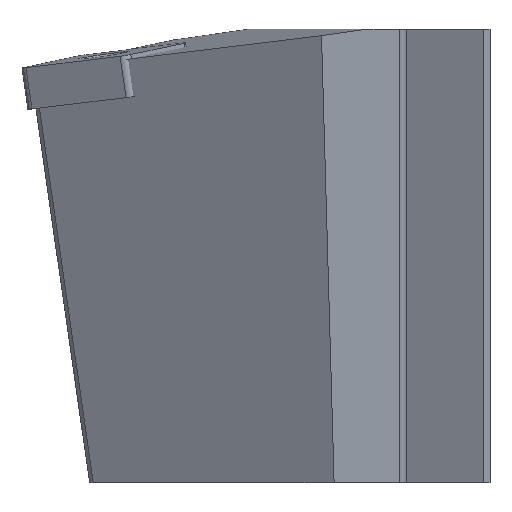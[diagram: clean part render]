
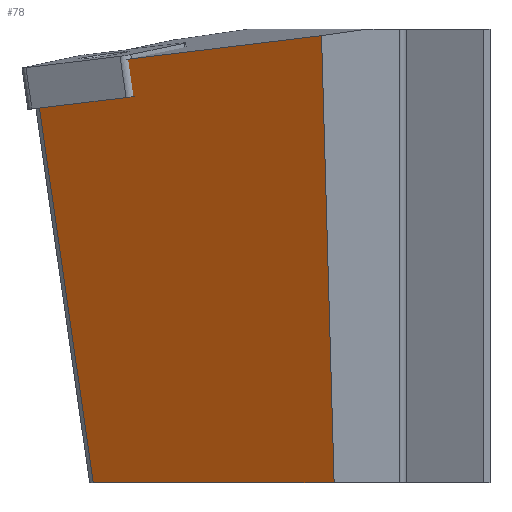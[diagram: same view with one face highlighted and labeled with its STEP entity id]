
A CAD part, front view. The second image highlights one B-rep face of the part: STEP entity #78.
In plain terms, the highlighted planar face has unit normal (-0.497, -0.861, -0.104).
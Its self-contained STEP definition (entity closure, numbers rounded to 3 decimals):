
#78=ADVANCED_FACE('',(#127),#106,.T.);
#106=PLANE('',#563);
#127=FACE_OUTER_BOUND('',#152,.T.);
#152=EDGE_LOOP('',(#224,#225,#226,#227));
#224=ORIENTED_EDGE('',*,*,#386,.F.);
#225=ORIENTED_EDGE('',*,*,#401,.F.);
#226=ORIENTED_EDGE('',*,*,#402,.F.);
#227=ORIENTED_EDGE('',*,*,#403,.F.);
#336=VERTEX_POINT('',#778);
#337=VERTEX_POINT('',#780);
#345=VERTEX_POINT('',#806);
#346=VERTEX_POINT('',#810);
#386=EDGE_CURVE('',#336,#337,#454,.T.);
#401=EDGE_CURVE('',#345,#336,#468,.T.);
#402=EDGE_CURVE('',#346,#345,#469,.T.);
#403=EDGE_CURVE('',#337,#346,#470,.T.);
#454=LINE('',#779,#511);
#468=LINE('',#807,#525);
#469=LINE('',#809,#526);
#470=LINE('',#811,#527);
#511=VECTOR('',#623,1.);
#525=VECTOR('',#647,1.);
#526=VECTOR('',#650,1.);
#527=VECTOR('',#651,1.);
#563=AXIS2_PLACEMENT_3D('',#812,#652,#653);
#623=DIRECTION('',(-0.866,0.5,0.));
#647=DIRECTION('',(0.028,0.104,-0.994));
#650=DIRECTION('',(0.856,-0.507,0.104));
#651=DIRECTION('',(-0.142,-0.038,0.989));
#652=DIRECTION('',(-0.497,-0.861,-0.105));
#653=DIRECTION('',(-0.866,0.5,0.));
#778=CARTESIAN_POINT('',(47.896,-19.195,-63.007));
#779=CARTESIAN_POINT('',(3.679,6.333,-63.007));
#780=CARTESIAN_POINT('',(11.266,1.953,-63.007));
#806=CARTESIAN_POINT('',(45.981,-26.343,5.002));
#807=CARTESIAN_POINT('',(45.994,-26.292,4.518));
#809=CARTESIAN_POINT('',(0.983,0.299,-0.463));
#810=CARTESIAN_POINT('',(2.264,-0.459,-0.308));
#811=CARTESIAN_POINT('',(1.337,-0.707,6.148));
#812=CARTESIAN_POINT('',(0.053,0.053,5.993));
